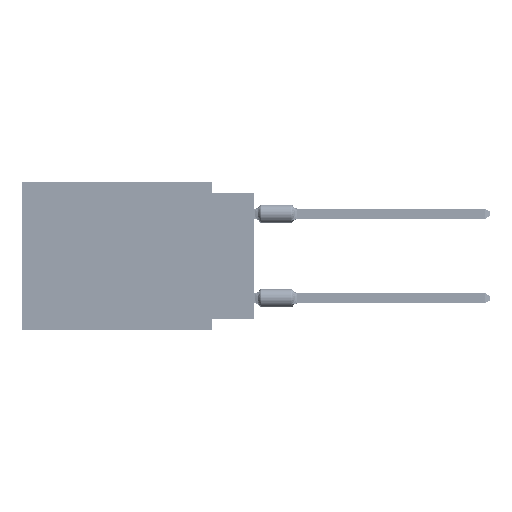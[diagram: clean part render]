
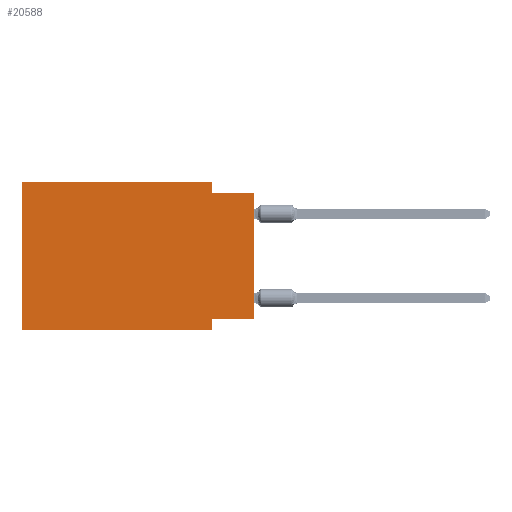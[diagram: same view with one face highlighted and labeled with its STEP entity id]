
A CAD part, left-side view. The second image highlights one B-rep face of the part: STEP entity #20588.
In plain terms, the highlighted planar face has unit normal (-1, 0, 0).
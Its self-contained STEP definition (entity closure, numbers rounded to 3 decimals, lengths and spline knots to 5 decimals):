
#535 = ORIENTED_EDGE ( 'NONE', *, *, #110595, .F. ) ;
#2450 = ORIENTED_EDGE ( 'NONE', *, *, #109789, .F. ) ;
#3048 = DIRECTION ( 'NONE',  ( 0., -1., 0. ) ) ;
#5377 = VECTOR ( 'NONE', #110683, 39.37008 ) ;
#8516 = EDGE_CURVE ( 'NONE', #86059, #90993, #64672, .T. ) ;
#11992 = VECTOR ( 'NONE', #41838, 39.37008 ) ;
#15518 = CARTESIAN_POINT ( 'NONE',  ( 0., 0., -0.025 ) ) ;
#16474 = CARTESIAN_POINT ( 'NONE',  ( 0., 0., -0.325 ) ) ;
#19444 = EDGE_CURVE ( 'NONE', #90993, #48653, #49544, .T. ) ;
#20588 = ADVANCED_FACE ( 'NONE', ( #23841 ), #52082, .F. ) ;
#21869 = LINE ( 'NONE', #22995, #82191 ) ;
#22552 = DIRECTION ( 'NONE',  ( 0., -1., 0. ) ) ;
#22995 = CARTESIAN_POINT ( 'NONE',  ( 0., 0.1, -0.35 ) ) ;
#23696 = ORIENTED_EDGE ( 'NONE', *, *, #109803, .F. ) ;
#23841 = FACE_OUTER_BOUND ( 'NONE', #77265, .T. ) ;
#23966 = LINE ( 'NONE', #105240, #24947 ) ;
#24208 = CARTESIAN_POINT ( 'NONE',  ( 0., 0.55, 0. ) ) ;
#24947 = VECTOR ( 'NONE', #94305, 39.37008 ) ;
#26231 = CARTESIAN_POINT ( 'NONE',  ( 0., 0.1, -0.35 ) ) ;
#30033 = ORIENTED_EDGE ( 'NONE', *, *, #19444, .F. ) ;
#31111 = VERTEX_POINT ( 'NONE', #26231 ) ;
#33932 = CARTESIAN_POINT ( 'NONE',  ( 0., 0., -0.325 ) ) ;
#34892 = EDGE_CURVE ( 'NONE', #98231, #48653, #61402, .T. ) ;
#36895 = VECTOR ( 'NONE', #22552, 39.37008 ) ;
#41838 = DIRECTION ( 'NONE',  ( 0., 1., 0. ) ) ;
#42474 = ORIENTED_EDGE ( 'NONE', *, *, #75095, .T. ) ;
#44046 = VECTOR ( 'NONE', #103518, 39.37008 ) ;
#46137 = CARTESIAN_POINT ( 'NONE',  ( 0., 0.1, -0.025 ) ) ;
#48653 = VERTEX_POINT ( 'NONE', #15518 ) ;
#48687 = CARTESIAN_POINT ( 'NONE',  ( 0., 0.1, 0. ) ) ;
#49095 = CARTESIAN_POINT ( 'NONE',  ( 0., 0.1, 0. ) ) ;
#49544 = LINE ( 'NONE', #67403, #5377 ) ;
#52082 = PLANE ( 'NONE',  #86634 ) ;
#52652 = VERTEX_POINT ( 'NONE', #24208 ) ;
#54949 = ORIENTED_EDGE ( 'NONE', *, *, #8516, .F. ) ;
#58144 = DIRECTION ( 'NONE',  ( 0., 0., -1. ) ) ;
#61004 = VERTEX_POINT ( 'NONE', #69680 ) ;
#61402 = LINE ( 'NONE', #96573, #44046 ) ;
#64672 = LINE ( 'NONE', #49095, #69515 ) ;
#66351 = LINE ( 'NONE', #101548, #36895 ) ;
#67403 = CARTESIAN_POINT ( 'NONE',  ( 0., 0., -0.025 ) ) ;
#67769 = LINE ( 'NONE', #16474, #11992 ) ;
#69515 = VECTOR ( 'NONE', #75607, 39.37008 ) ;
#69680 = CARTESIAN_POINT ( 'NONE',  ( 0., 0.55, -0.35 ) ) ;
#71063 = VERTEX_POINT ( 'NONE', #98235 ) ;
#75095 = EDGE_CURVE ( 'NONE', #61004, #31111, #90693, .T. ) ;
#75607 = DIRECTION ( 'NONE',  ( 0., 0., -1. ) ) ;
#77265 = EDGE_LOOP ( 'NONE', ( #81135, #30033, #54949, #86443, #23696, #42474, #535, #2450 ) ) ;
#81135 = ORIENTED_EDGE ( 'NONE', *, *, #34892, .T. ) ;
#82023 = CARTESIAN_POINT ( 'NONE',  ( 0., 0.55, -0.35 ) ) ;
#82191 = VECTOR ( 'NONE', #58144, 39.37008 ) ;
#86059 = VERTEX_POINT ( 'NONE', #48687 ) ;
#86443 = ORIENTED_EDGE ( 'NONE', *, *, #92421, .F. ) ;
#86634 = AXIS2_PLACEMENT_3D ( 'NONE', #105108, #95894, #96461 ) ;
#90693 = LINE ( 'NONE', #82023, #102520 ) ;
#90993 = VERTEX_POINT ( 'NONE', #46137 ) ;
#92421 = EDGE_CURVE ( 'NONE', #52652, #86059, #66351, .T. ) ;
#94305 = DIRECTION ( 'NONE',  ( 0., 0., 1. ) ) ;
#95894 = DIRECTION ( 'NONE',  ( 1., 0., 0. ) ) ;
#96461 = DIRECTION ( 'NONE',  ( 0., 0., -1. ) ) ;
#96573 = CARTESIAN_POINT ( 'NONE',  ( 0., 0., 0. ) ) ;
#98231 = VERTEX_POINT ( 'NONE', #33932 ) ;
#98235 = CARTESIAN_POINT ( 'NONE',  ( 0., 0.1, -0.325 ) ) ;
#101548 = CARTESIAN_POINT ( 'NONE',  ( 0., 0.55, 0. ) ) ;
#102520 = VECTOR ( 'NONE', #3048, 39.37008 ) ;
#103518 = DIRECTION ( 'NONE',  ( 0., 0., 1. ) ) ;
#105108 = CARTESIAN_POINT ( 'NONE',  ( 0., 0.55, 0. ) ) ;
#105240 = CARTESIAN_POINT ( 'NONE',  ( 0., 0.55, 0. ) ) ;
#109789 = EDGE_CURVE ( 'NONE', #98231, #71063, #67769, .T. ) ;
#109803 = EDGE_CURVE ( 'NONE', #61004, #52652, #23966, .T. ) ;
#110595 = EDGE_CURVE ( 'NONE', #71063, #31111, #21869, .T. ) ;
#110683 = DIRECTION ( 'NONE',  ( 0., -1., 0. ) ) ;
